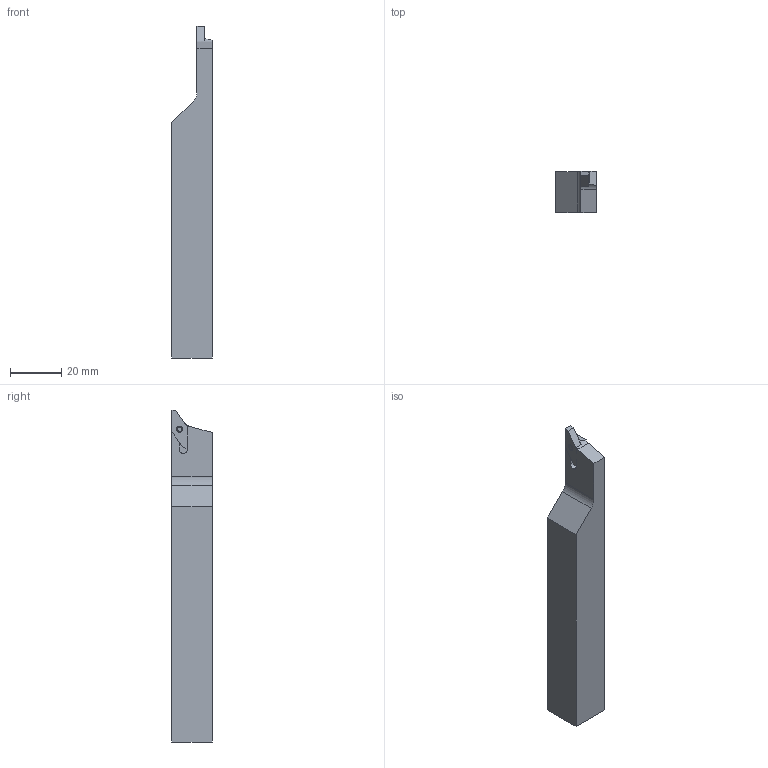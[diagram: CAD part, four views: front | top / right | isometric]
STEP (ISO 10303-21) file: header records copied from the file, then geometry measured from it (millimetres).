
FILE_DESCRIPTION (( 'STEP AP214' ), '1' );
FILE_NAME ('CUT-129-25.step', '2018-02-15T13:39:09', ( '' ), ( '' ), 'SwSTEP 2.0', 'SolidWorks 2017', '' );
FILE_SCHEMA (( 'AUTOMOTIVE_DESIGN' ));
Length unit declared in the file: millimetre
Products named in the file (1): CUT-129-25
Bounding box: 15.88 x 15.88 x 130 mm (x, y, z)
Volume: 26988.5 mm3; surface area: 7829.1 mm2
Topology: 1 solids, 1 shells, 36 faces, 99 edges, 67 vertices
Faces by surface type: plane 31, cylinder 5
Entity records: 1374 total; most frequent: DIRECTION 209, CARTESIAN_POINT 206, ORIENTED_EDGE 198, EDGE_CURVE 99, AXIS2_PLACEMENT_3D 74, VERTEX_POINT 67, VECTOR 61, LINE 61
